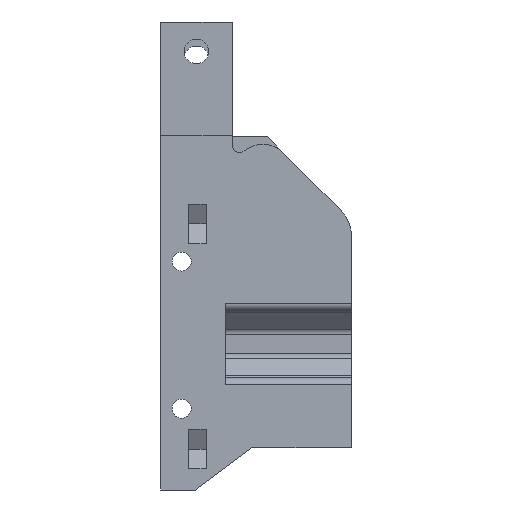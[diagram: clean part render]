
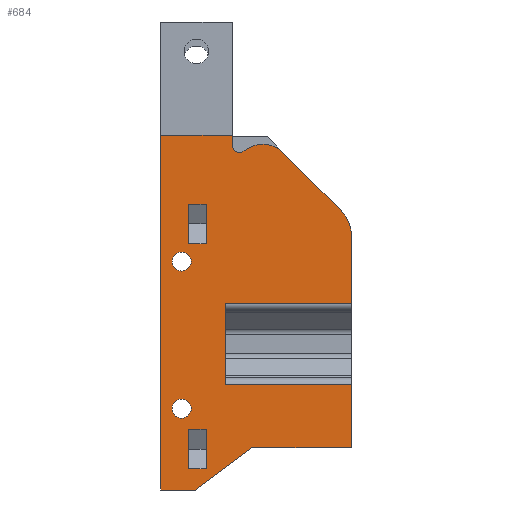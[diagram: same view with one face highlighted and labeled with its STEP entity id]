
A CAD part, left-side view. The second image highlights one B-rep face of the part: STEP entity #684.
In plain terms, the highlighted planar face has unit normal (-1, 0, 0).
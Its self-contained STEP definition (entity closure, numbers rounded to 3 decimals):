
#202=CARTESIAN_POINT('Vertex',(-20.5,33.,-26.65)) ;
#205=CARTESIAN_POINT('Line Origine',(-20.5,40.111,-26.65)) ;
#209=CARTESIAN_POINT('Vertex',(-20.5,47.223,-26.65)) ;
#435=CARTESIAN_POINT('Line Origine',(-20.5,51.223,-29.65)) ;
#439=CARTESIAN_POINT('Vertex',(-20.5,55.223,-32.65)) ;
#461=CARTESIAN_POINT('Axis2P3D Location',(-20.5,50.,1.95)) ;
#466=CARTESIAN_POINT('Axis2P3D Location',(-20.5,38.,3.679)) ;
#470=CARTESIAN_POINT('Vertex',(-20.5,34.464,7.214)) ;
#472=CARTESIAN_POINT('Vertex',(-20.5,33.,3.679)) ;
#475=CARTESIAN_POINT('Line Origine',(-20.5,38.628,11.378)) ;
#479=CARTESIAN_POINT('Vertex',(-20.5,42.792,15.542)) ;
#482=CARTESIAN_POINT('Axis2P3D Location',(-20.5,45.62,12.713)) ;
#486=CARTESIAN_POINT('Vertex',(-20.5,47.678,16.143)) ;
#489=CARTESIAN_POINT('Line Origine',(-20.5,48.082,15.901)) ;
#493=CARTESIAN_POINT('Vertex',(-20.5,48.486,15.659)) ;
#496=CARTESIAN_POINT('Axis2P3D Location',(-20.5,49.,16.516)) ;
#500=CARTESIAN_POINT('Vertex',(-20.5,50.,16.516)) ;
#503=CARTESIAN_POINT('Line Origine',(-20.5,50.,17.233)) ;
#507=CARTESIAN_POINT('Vertex',(-20.5,50.,17.95)) ;
#510=CARTESIAN_POINT('Line Origine',(-20.5,55.111,17.95)) ;
#514=CARTESIAN_POINT('Vertex',(-20.5,60.223,17.95)) ;
#517=CARTESIAN_POINT('Line Origine',(-20.5,60.223,-7.35)) ;
#521=CARTESIAN_POINT('Vertex',(-20.5,60.223,-32.65)) ;
#524=CARTESIAN_POINT('Line Origine',(-20.5,57.723,-32.65)) ;
#529=CARTESIAN_POINT('Line Origine',(-20.5,33.,-22.15)) ;
#533=CARTESIAN_POINT('Vertex',(-20.5,33.,-17.65)) ;
#536=CARTESIAN_POINT('Line Origine',(-20.5,42.,-17.65)) ;
#540=CARTESIAN_POINT('Vertex',(-20.5,51.,-17.65)) ;
#543=CARTESIAN_POINT('Line Origine',(-20.5,51.,-11.85)) ;
#547=CARTESIAN_POINT('Vertex',(-20.5,51.,-6.05)) ;
#550=CARTESIAN_POINT('Line Origine',(-20.5,42.,-6.05)) ;
#554=CARTESIAN_POINT('Vertex',(-20.5,33.,-6.05)) ;
#557=CARTESIAN_POINT('Line Origine',(-20.5,33.,-1.186)) ;
#580=CARTESIAN_POINT('Line Origine',(-20.5,56.223,5.323)) ;
#584=CARTESIAN_POINT('Vertex',(-20.5,56.223,8.123)) ;
#586=CARTESIAN_POINT('Vertex',(-20.5,56.223,2.523)) ;
#589=CARTESIAN_POINT('Line Origine',(-20.5,54.973,8.123)) ;
#593=CARTESIAN_POINT('Vertex',(-20.5,53.723,8.123)) ;
#596=CARTESIAN_POINT('Line Origine',(-20.5,53.723,5.323)) ;
#600=CARTESIAN_POINT('Vertex',(-20.5,53.723,2.523)) ;
#603=CARTESIAN_POINT('Line Origine',(-20.5,54.973,2.523)) ;
#614=CARTESIAN_POINT('Line Origine',(-20.5,56.223,-26.808)) ;
#618=CARTESIAN_POINT('Vertex',(-20.5,56.223,-24.008)) ;
#620=CARTESIAN_POINT('Vertex',(-20.5,56.223,-29.608)) ;
#623=CARTESIAN_POINT('Line Origine',(-20.5,54.973,-24.008)) ;
#627=CARTESIAN_POINT('Vertex',(-20.5,53.723,-24.008)) ;
#630=CARTESIAN_POINT('Line Origine',(-20.5,53.723,-26.808)) ;
#634=CARTESIAN_POINT('Vertex',(-20.5,53.723,-29.608)) ;
#637=CARTESIAN_POINT('Line Origine',(-20.5,54.973,-29.608)) ;
#648=CARTESIAN_POINT('Axis2P3D Location',(-20.5,57.223,-21.05)) ;
#652=CARTESIAN_POINT('Vertex',(-20.5,55.863,-21.05)) ;
#654=CARTESIAN_POINT('Vertex',(-20.5,58.583,-21.05)) ;
#657=CARTESIAN_POINT('Axis2P3D Location',(-20.5,57.223,-21.05)) ;
#666=CARTESIAN_POINT('Axis2P3D Location',(-20.5,57.223,-0.05)) ;
#670=CARTESIAN_POINT('Vertex',(-20.5,55.863,-0.05)) ;
#672=CARTESIAN_POINT('Vertex',(-20.5,58.583,-0.05)) ;
#675=CARTESIAN_POINT('Axis2P3D Location',(-20.5,57.223,-0.05)) ;
#206=DIRECTION('Vector Direction',(0.,-1.,0.)) ;
#436=DIRECTION('Vector Direction',(0.,0.8,-0.6)) ;
#462=DIRECTION('Axis2P3D Direction',(1.,0.,0.)) ;
#463=DIRECTION('Axis2P3D XDirection',(0.,0.,1.)) ;
#467=DIRECTION('Axis2P3D Direction',(1.,0.,0.)) ;
#476=DIRECTION('Vector Direction',(0.,0.707,0.707)) ;
#483=DIRECTION('Axis2P3D Direction',(1.,0.,0.)) ;
#490=DIRECTION('Vector Direction',(0.,-0.857,0.514)) ;
#497=DIRECTION('Axis2P3D Direction',(1.,0.,0.)) ;
#504=DIRECTION('Vector Direction',(0.,0.,-1.)) ;
#511=DIRECTION('Vector Direction',(0.,-1.,0.)) ;
#518=DIRECTION('Vector Direction',(0.,0.,-1.)) ;
#525=DIRECTION('Vector Direction',(0.,-1.,0.)) ;
#530=DIRECTION('Vector Direction',(0.,0.,1.)) ;
#537=DIRECTION('Vector Direction',(0.,1.,0.)) ;
#544=DIRECTION('Vector Direction',(0.,0.,1.)) ;
#551=DIRECTION('Vector Direction',(0.,1.,0.)) ;
#558=DIRECTION('Vector Direction',(0.,0.,1.)) ;
#581=DIRECTION('Vector Direction',(0.,0.,-1.)) ;
#590=DIRECTION('Vector Direction',(0.,1.,0.)) ;
#597=DIRECTION('Vector Direction',(0.,0.,-1.)) ;
#604=DIRECTION('Vector Direction',(0.,1.,0.)) ;
#615=DIRECTION('Vector Direction',(0.,0.,-1.)) ;
#624=DIRECTION('Vector Direction',(0.,1.,0.)) ;
#631=DIRECTION('Vector Direction',(0.,0.,-1.)) ;
#638=DIRECTION('Vector Direction',(0.,1.,0.)) ;
#649=DIRECTION('Axis2P3D Direction',(1.,0.,0.)) ;
#658=DIRECTION('Axis2P3D Direction',(1.,0.,0.)) ;
#667=DIRECTION('Axis2P3D Direction',(1.,0.,0.)) ;
#676=DIRECTION('Axis2P3D Direction',(1.,0.,0.)) ;
#464=AXIS2_PLACEMENT_3D('Plane Axis2P3D',#461,#462,#463) ;
#468=AXIS2_PLACEMENT_3D('Circle Axis2P3D',#466,#467,$) ;
#484=AXIS2_PLACEMENT_3D('Circle Axis2P3D',#482,#483,$) ;
#498=AXIS2_PLACEMENT_3D('Circle Axis2P3D',#496,#497,$) ;
#650=AXIS2_PLACEMENT_3D('Circle Axis2P3D',#648,#649,$) ;
#659=AXIS2_PLACEMENT_3D('Circle Axis2P3D',#657,#658,$) ;
#668=AXIS2_PLACEMENT_3D('Circle Axis2P3D',#666,#667,$) ;
#677=AXIS2_PLACEMENT_3D('Circle Axis2P3D',#675,#676,$) ;
#563=ORIENTED_EDGE('',*,*,#474,.F.) ;
#564=ORIENTED_EDGE('',*,*,#481,.T.) ;
#565=ORIENTED_EDGE('',*,*,#488,.F.) ;
#566=ORIENTED_EDGE('',*,*,#495,.F.) ;
#567=ORIENTED_EDGE('',*,*,#502,.T.) ;
#568=ORIENTED_EDGE('',*,*,#509,.F.) ;
#569=ORIENTED_EDGE('',*,*,#516,.F.) ;
#570=ORIENTED_EDGE('',*,*,#523,.T.) ;
#571=ORIENTED_EDGE('',*,*,#528,.T.) ;
#572=ORIENTED_EDGE('',*,*,#441,.F.) ;
#573=ORIENTED_EDGE('',*,*,#211,.T.) ;
#574=ORIENTED_EDGE('',*,*,#535,.T.) ;
#575=ORIENTED_EDGE('',*,*,#542,.T.) ;
#576=ORIENTED_EDGE('',*,*,#549,.F.) ;
#577=ORIENTED_EDGE('',*,*,#556,.F.) ;
#578=ORIENTED_EDGE('',*,*,#561,.T.) ;
#609=ORIENTED_EDGE('',*,*,#588,.F.) ;
#610=ORIENTED_EDGE('',*,*,#595,.F.) ;
#611=ORIENTED_EDGE('',*,*,#602,.T.) ;
#612=ORIENTED_EDGE('',*,*,#607,.T.) ;
#643=ORIENTED_EDGE('',*,*,#622,.F.) ;
#644=ORIENTED_EDGE('',*,*,#629,.F.) ;
#645=ORIENTED_EDGE('',*,*,#636,.T.) ;
#646=ORIENTED_EDGE('',*,*,#641,.T.) ;
#663=ORIENTED_EDGE('',*,*,#656,.T.) ;
#664=ORIENTED_EDGE('',*,*,#661,.T.) ;
#681=ORIENTED_EDGE('',*,*,#674,.T.) ;
#682=ORIENTED_EDGE('',*,*,#679,.T.) ;
#613=FACE_BOUND('',#608,.T.) ;
#647=FACE_BOUND('',#642,.T.) ;
#665=FACE_BOUND('',#662,.T.) ;
#683=FACE_BOUND('',#680,.T.) ;
#207=VECTOR('Line Direction',#206,1.) ;
#437=VECTOR('Line Direction',#436,1.) ;
#477=VECTOR('Line Direction',#476,1.) ;
#491=VECTOR('Line Direction',#490,1.) ;
#505=VECTOR('Line Direction',#504,1.) ;
#512=VECTOR('Line Direction',#511,1.) ;
#519=VECTOR('Line Direction',#518,1.) ;
#526=VECTOR('Line Direction',#525,1.) ;
#531=VECTOR('Line Direction',#530,1.) ;
#538=VECTOR('Line Direction',#537,1.) ;
#545=VECTOR('Line Direction',#544,1.) ;
#552=VECTOR('Line Direction',#551,1.) ;
#559=VECTOR('Line Direction',#558,1.) ;
#582=VECTOR('Line Direction',#581,1.) ;
#591=VECTOR('Line Direction',#590,1.) ;
#598=VECTOR('Line Direction',#597,1.) ;
#605=VECTOR('Line Direction',#604,1.) ;
#616=VECTOR('Line Direction',#615,1.) ;
#625=VECTOR('Line Direction',#624,1.) ;
#632=VECTOR('Line Direction',#631,1.) ;
#639=VECTOR('Line Direction',#638,1.) ;
#684=ADVANCED_FACE('Corps principal',(#579,#613,#647,#665,#683),#465,.F.) ;
#469=CIRCLE('generated circle',#468,5.) ;
#485=CIRCLE('generated circle',#484,4.) ;
#499=CIRCLE('generated circle',#498,1.) ;
#651=CIRCLE('generated circle',#650,1.36) ;
#660=CIRCLE('generated circle',#659,1.36) ;
#669=CIRCLE('generated circle',#668,1.36) ;
#678=CIRCLE('generated circle',#677,1.36) ;
#211=EDGE_CURVE('',#210,#203,#208,.T.) ;
#441=EDGE_CURVE('',#210,#440,#438,.T.) ;
#474=EDGE_CURVE('',#471,#473,#469,.T.) ;
#481=EDGE_CURVE('',#471,#480,#478,.T.) ;
#488=EDGE_CURVE('',#487,#480,#485,.T.) ;
#495=EDGE_CURVE('',#494,#487,#492,.T.) ;
#502=EDGE_CURVE('',#494,#501,#499,.T.) ;
#509=EDGE_CURVE('',#508,#501,#506,.T.) ;
#516=EDGE_CURVE('',#515,#508,#513,.T.) ;
#523=EDGE_CURVE('',#515,#522,#520,.T.) ;
#528=EDGE_CURVE('',#522,#440,#527,.T.) ;
#535=EDGE_CURVE('',#203,#534,#532,.T.) ;
#542=EDGE_CURVE('',#534,#541,#539,.T.) ;
#549=EDGE_CURVE('',#548,#541,#546,.F.) ;
#556=EDGE_CURVE('',#555,#548,#553,.T.) ;
#561=EDGE_CURVE('',#555,#473,#560,.T.) ;
#588=EDGE_CURVE('',#585,#587,#583,.T.) ;
#595=EDGE_CURVE('',#594,#585,#592,.T.) ;
#602=EDGE_CURVE('',#594,#601,#599,.T.) ;
#607=EDGE_CURVE('',#601,#587,#606,.T.) ;
#622=EDGE_CURVE('',#619,#621,#617,.T.) ;
#629=EDGE_CURVE('',#628,#619,#626,.T.) ;
#636=EDGE_CURVE('',#628,#635,#633,.T.) ;
#641=EDGE_CURVE('',#635,#621,#640,.T.) ;
#656=EDGE_CURVE('',#653,#655,#651,.T.) ;
#661=EDGE_CURVE('',#655,#653,#660,.T.) ;
#674=EDGE_CURVE('',#671,#673,#669,.T.) ;
#679=EDGE_CURVE('',#673,#671,#678,.T.) ;
#562=EDGE_LOOP('',(#563,#564,#565,#566,#567,#568,#569,#570,#571,#572,#573,#574,#575,#576,#577,#578)) ;
#608=EDGE_LOOP('',(#609,#610,#611,#612)) ;
#642=EDGE_LOOP('',(#643,#644,#645,#646)) ;
#662=EDGE_LOOP('',(#663,#664)) ;
#680=EDGE_LOOP('',(#681,#682)) ;
#579=FACE_OUTER_BOUND('',#562,.T.) ;
#208=LINE('Line',#205,#207) ;
#438=LINE('Line',#435,#437) ;
#478=LINE('Line',#475,#477) ;
#492=LINE('Line',#489,#491) ;
#506=LINE('Line',#503,#505) ;
#513=LINE('Line',#510,#512) ;
#520=LINE('Line',#517,#519) ;
#527=LINE('Line',#524,#526) ;
#532=LINE('Line',#529,#531) ;
#539=LINE('Line',#536,#538) ;
#546=LINE('Line',#543,#545) ;
#553=LINE('Line',#550,#552) ;
#560=LINE('Line',#557,#559) ;
#583=LINE('Line',#580,#582) ;
#592=LINE('Line',#589,#591) ;
#599=LINE('Line',#596,#598) ;
#606=LINE('Line',#603,#605) ;
#617=LINE('Line',#614,#616) ;
#626=LINE('Line',#623,#625) ;
#633=LINE('Line',#630,#632) ;
#640=LINE('Line',#637,#639) ;
#465=PLANE('',#464) ;
#203=VERTEX_POINT('',#202) ;
#210=VERTEX_POINT('',#209) ;
#440=VERTEX_POINT('',#439) ;
#471=VERTEX_POINT('',#470) ;
#473=VERTEX_POINT('',#472) ;
#480=VERTEX_POINT('',#479) ;
#487=VERTEX_POINT('',#486) ;
#494=VERTEX_POINT('',#493) ;
#501=VERTEX_POINT('',#500) ;
#508=VERTEX_POINT('',#507) ;
#515=VERTEX_POINT('',#514) ;
#522=VERTEX_POINT('',#521) ;
#534=VERTEX_POINT('',#533) ;
#541=VERTEX_POINT('',#540) ;
#548=VERTEX_POINT('',#547) ;
#555=VERTEX_POINT('',#554) ;
#585=VERTEX_POINT('',#584) ;
#587=VERTEX_POINT('',#586) ;
#594=VERTEX_POINT('',#593) ;
#601=VERTEX_POINT('',#600) ;
#619=VERTEX_POINT('',#618) ;
#621=VERTEX_POINT('',#620) ;
#628=VERTEX_POINT('',#627) ;
#635=VERTEX_POINT('',#634) ;
#653=VERTEX_POINT('',#652) ;
#655=VERTEX_POINT('',#654) ;
#671=VERTEX_POINT('',#670) ;
#673=VERTEX_POINT('',#672) ;
